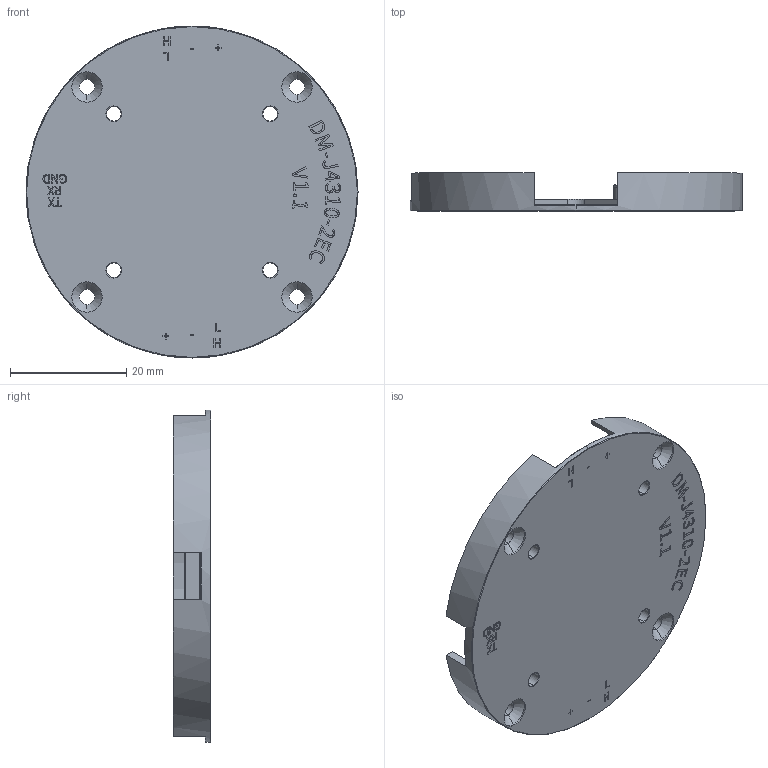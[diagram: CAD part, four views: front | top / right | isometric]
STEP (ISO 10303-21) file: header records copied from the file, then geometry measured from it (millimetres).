
FILE_DESCRIPTION (( 'STEP AP214' ), '1' );
FILE_NAME ('4310 减速电机驱动板盖 Ver.B20231229.STEP', '2023-12-28T23:48:18', ( '' ), ( '' ), 'SwSTEP 2.0', 'SolidWorks 2021', '' );
FILE_SCHEMA (( 'AUTOMOTIVE_DESIGN' ));
Length unit declared in the file: millimetre
Products named in the file (1): 4310 减速电机驱动板盖 Ver.B20231229
Bounding box: 57 x 6.5 x 57 mm (x, y, z)
Volume: 5259.4 mm3; surface area: 7528.1 mm2
Topology: 1 solids, 1 shells, 604 faces, 1616 edges, 1054 vertices
Faces by surface type: plane 369, cylinder 100, bspline 84, cone 51
Entity records: 22730 total; most frequent: CARTESIAN_POINT 7893, ORIENTED_EDGE 3232, DIRECTION 2727, EDGE_CURVE 1616, VECTOR 1159, LINE 1159, VERTEX_POINT 1054, AXIS2_PLACEMENT_3D 784
